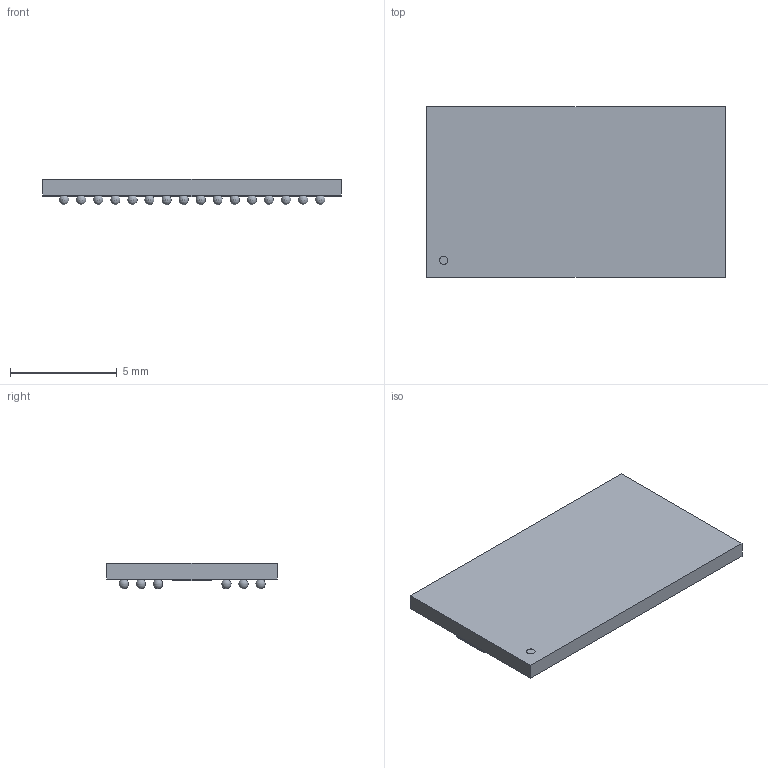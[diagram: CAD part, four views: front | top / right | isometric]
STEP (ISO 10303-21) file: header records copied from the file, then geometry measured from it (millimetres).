
FILE_DESCRIPTION(('FreeCAD Model'),'2;1');
FILE_NAME('BGA96C80P16X9_1400X800X120.step', '2021-04-01T17:43:07',('kicad StepUp'),('ksu MCAD'), 'Open CASCADE STEP processor 7.2','FreeCAD','Unknown');
FILE_SCHEMA(('AUTOMOTIVE_DESIGN { 1 0 10303 214 1 1 1 1 }'));
Length unit declared in the file: millimetre
Products named in the file (1): BGA96C80P16X9_1400X800X120
Bounding box: 14 x 8 x 1.2 mm (x, y, z)
Volume: 90 mm3; surface area: 423.9 mm2
Topology: 100 solids, 100 shells, 117 faces, 327 edges, 218 vertices
Faces by surface type: sphere 96, plane 20, cylinder 1
Full cylindrical faces by diameter (mm): 0.4 x1
Entity records: 2493 total; most frequent: CARTESIAN_POINT 280, DIRECTION 276, VERTEX_POINT 122, AXIS2_PLACEMENT_3D 120, ADVANCED_FACE 117, FACE_BOUND 117, STYLED_ITEM 117, PRESENTATION_STYLE_ASSIGNMENT 117
